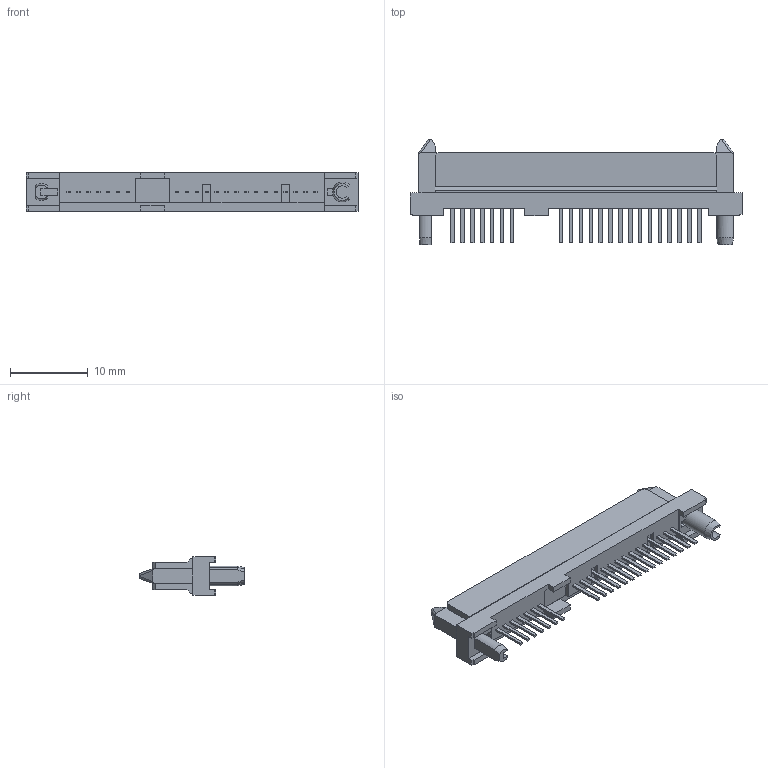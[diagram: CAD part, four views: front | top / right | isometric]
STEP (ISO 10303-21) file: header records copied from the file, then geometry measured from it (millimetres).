
FILE_DESCRIPTION((''),'2;1');
FILE_NAME('877791001','2017-08-29T',('ghp'),(''),'PRO/ENGINEER BY PARAMETRIC TECHNOLOGY CORPORATION, 2012310','PRO/ENGINEER BY PARAMETRIC TECHNOLOGY CORPORATION, 2012310','');
FILE_SCHEMA(('CONFIG_CONTROL_DESIGN'));
Length unit declared in the file: millimetre
Products named in the file (1): 877791001
Bounding box: 42.73 x 13.55 x 5 mm (x, y, z)
Volume: 912 mm3; surface area: 1769.3 mm2
Topology: 1 solids, 1 shells, 440 faces, 1181 edges, 770 vertices
Faces by surface type: plane 385, cylinder 52, cone 3
Entity records: 13556 total; most frequent: CARTESIAN_POINT 2423, ORIENTED_EDGE 2266, DIRECTION 2240, EDGE_CURVE 1133, VECTOR 972, LINE 972, VERTEX_POINT 722, AXIS2_PLACEMENT_3D 634
